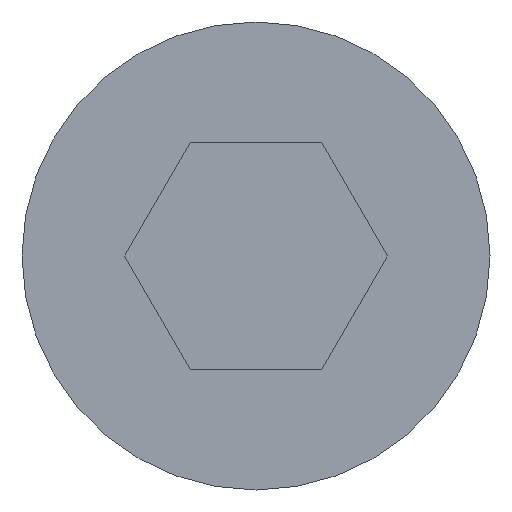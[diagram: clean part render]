
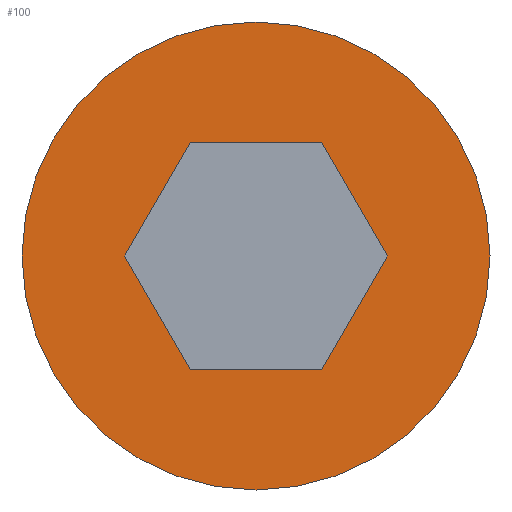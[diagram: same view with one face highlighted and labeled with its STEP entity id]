
A CAD part, front view. The second image highlights one B-rep face of the part: STEP entity #100.
In plain terms, the highlighted planar face has unit normal (0, -1, 0).
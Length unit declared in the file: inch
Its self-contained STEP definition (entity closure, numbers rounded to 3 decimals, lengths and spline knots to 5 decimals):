
#10 = CARTESIAN_POINT ( 'NONE',  ( 0.03157, 0., -0.05469 ) ) ;
#37 = ORIENTED_EDGE ( 'NONE', *, *, #202, .F. ) ;
#42 = FACE_BOUND ( 'NONE', #442, .T. ) ;
#52 = CARTESIAN_POINT ( 'NONE',  ( 0., 0., 0.1125 ) ) ;
#55 = CARTESIAN_POINT ( 'NONE',  ( 0.03157, 0., -0.05469 ) ) ;
#56 = DIRECTION ( 'NONE',  ( 0., 1., 0. ) ) ;
#68 = FACE_OUTER_BOUND ( 'NONE', #393, .T. ) ;
#96 = ORIENTED_EDGE ( 'NONE', *, *, #367, .F. ) ;
#98 = VERTEX_POINT ( 'NONE', #413 ) ;
#100 = ADVANCED_FACE ( 'NONE', ( #42, #68 ), #456, .F. ) ;
#106 = DIRECTION ( 'NONE',  ( 0.5, 0., -0.866 ) ) ;
#108 = CARTESIAN_POINT ( 'NONE',  ( -0.03157, 0., 0.05469 ) ) ;
#112 = VERTEX_POINT ( 'NONE', #346 ) ;
#121 = CARTESIAN_POINT ( 'NONE',  ( -0.03157, 0., -0.05469 ) ) ;
#125 = VERTEX_POINT ( 'NONE', #306 ) ;
#133 = VERTEX_POINT ( 'NONE', #281 ) ;
#135 = AXIS2_PLACEMENT_3D ( 'NONE', #152, #56, #145 ) ;
#139 = CARTESIAN_POINT ( 'NONE',  ( -0.06315, 0., 0. ) ) ;
#140 = AXIS2_PLACEMENT_3D ( 'NONE', #416, #305, #374 ) ;
#143 = CARTESIAN_POINT ( 'NONE',  ( -0.03157, 0., -0.05469 ) ) ;
#145 = DIRECTION ( 'NONE',  ( 0., 0., 1. ) ) ;
#152 = CARTESIAN_POINT ( 'NONE',  ( 0., 0., 0. ) ) ;
#176 = VECTOR ( 'NONE', #192, 39.37008 ) ;
#184 = CIRCLE ( 'NONE', #135, 0.1125 ) ;
#190 = CIRCLE ( 'NONE', #140, 0.1125 ) ;
#192 = DIRECTION ( 'NONE',  ( -1., 0., 0. ) ) ;
#202 = EDGE_CURVE ( 'NONE', #411, #404, #453, .T. ) ;
#204 = DIRECTION ( 'NONE',  ( -0.5, 0., 0.866 ) ) ;
#205 = EDGE_CURVE ( 'NONE', #410, #411, #283, .T. ) ;
#211 = LINE ( 'NONE', #385, #176 ) ;
#231 = EDGE_CURVE ( 'NONE', #125, #410, #387, .T. ) ;
#241 = CARTESIAN_POINT ( 'NONE',  ( 0.06315, 0., 0. ) ) ;
#242 = VECTOR ( 'NONE', #204, 39.37008 ) ;
#254 = LINE ( 'NONE', #241, #242 ) ;
#260 = AXIS2_PLACEMENT_3D ( 'NONE', #454, #384, #383 ) ;
#272 = VECTOR ( 'NONE', #421, 39.37008 ) ;
#281 = CARTESIAN_POINT ( 'NONE',  ( 0., 0., -0.1125 ) ) ;
#283 = LINE ( 'NONE', #139, #401 ) ;
#291 = LINE ( 'NONE', #55, #272 ) ;
#292 = EDGE_CURVE ( 'NONE', #404, #112, #291, .T. ) ;
#304 = DIRECTION ( 'NONE',  ( 1., 0., 0. ) ) ;
#305 = DIRECTION ( 'NONE',  ( 0., 1., 0. ) ) ;
#306 = CARTESIAN_POINT ( 'NONE',  ( -0.03157, 0., 0.05469 ) ) ;
#308 = EDGE_CURVE ( 'NONE', #112, #98, #254, .T. ) ;
#319 = ORIENTED_EDGE ( 'NONE', *, *, #343, .F. ) ;
#320 = ORIENTED_EDGE ( 'NONE', *, *, #362, .F. ) ;
#330 = ORIENTED_EDGE ( 'NONE', *, *, #231, .F. ) ;
#343 = EDGE_CURVE ( 'NONE', #133, #445, #190, .T. ) ;
#346 = CARTESIAN_POINT ( 'NONE',  ( 0.06315, 0., 0. ) ) ;
#354 = VECTOR ( 'NONE', #304, 39.37008 ) ;
#362 = EDGE_CURVE ( 'NONE', #445, #133, #184, .T. ) ;
#363 = ORIENTED_EDGE ( 'NONE', *, *, #308, .F. ) ;
#367 = EDGE_CURVE ( 'NONE', #98, #125, #211, .T. ) ;
#371 = ORIENTED_EDGE ( 'NONE', *, *, #292, .F. ) ;
#374 = DIRECTION ( 'NONE',  ( 0., 0., 1. ) ) ;
#383 = DIRECTION ( 'NONE',  ( 0., 0., 1. ) ) ;
#384 = DIRECTION ( 'NONE',  ( 0., 1., 0. ) ) ;
#385 = CARTESIAN_POINT ( 'NONE',  ( 0.03157, 0., 0.05469 ) ) ;
#387 = LINE ( 'NONE', #108, #402 ) ;
#393 = EDGE_LOOP ( 'NONE', ( #319, #320 ) ) ;
#401 = VECTOR ( 'NONE', #106, 39.37008 ) ;
#402 = VECTOR ( 'NONE', #431, 39.37008 ) ;
#404 = VERTEX_POINT ( 'NONE', #10 ) ;
#410 = VERTEX_POINT ( 'NONE', #429 ) ;
#411 = VERTEX_POINT ( 'NONE', #121 ) ;
#413 = CARTESIAN_POINT ( 'NONE',  ( 0.03157, 0., 0.05469 ) ) ;
#416 = CARTESIAN_POINT ( 'NONE',  ( 0., 0., 0. ) ) ;
#421 = DIRECTION ( 'NONE',  ( 0.5, 0., 0.866 ) ) ;
#429 = CARTESIAN_POINT ( 'NONE',  ( -0.06315, 0., 0. ) ) ;
#431 = DIRECTION ( 'NONE',  ( -0.5, 0., -0.866 ) ) ;
#438 = ORIENTED_EDGE ( 'NONE', *, *, #205, .F. ) ;
#442 = EDGE_LOOP ( 'NONE', ( #363, #371, #37, #438, #330, #96 ) ) ;
#445 = VERTEX_POINT ( 'NONE', #52 ) ;
#453 = LINE ( 'NONE', #143, #354 ) ;
#454 = CARTESIAN_POINT ( 'NONE',  ( 0., 0., 0. ) ) ;
#456 = PLANE ( 'NONE',  #260 ) ;
